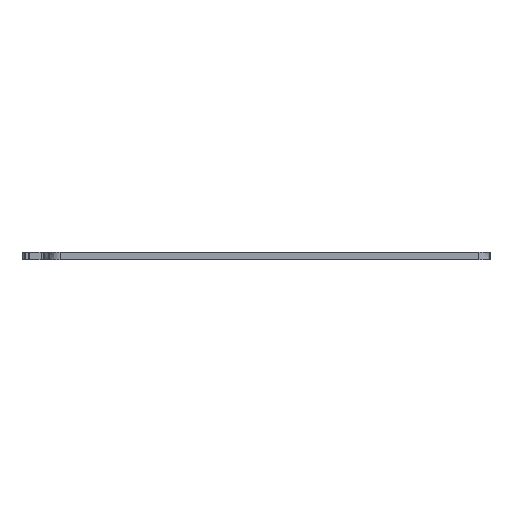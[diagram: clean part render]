
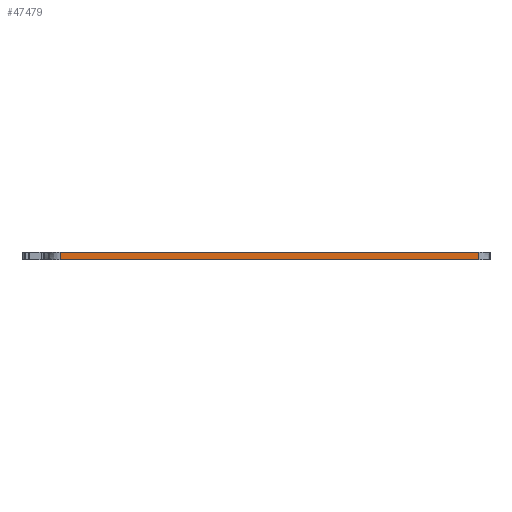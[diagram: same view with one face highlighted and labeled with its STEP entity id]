
A CAD part, left-side view. The second image highlights one B-rep face of the part: STEP entity #47479.
In plain terms, the highlighted planar face has unit normal (-1, 0, 0).
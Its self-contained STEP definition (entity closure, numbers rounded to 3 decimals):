
#86 = PLANE('',#87);
#87 = AXIS2_PLACEMENT_3D('',#88,#89,#90);
#88 = CARTESIAN_POINT('',(168.384,-75.451,1.6));
#89 = DIRECTION('',(0.,0.,1.));
#90 = DIRECTION('',(1.,0.,-0.));
#143 = PLANE('',#144);
#144 = AXIS2_PLACEMENT_3D('',#145,#146,#147);
#145 = CARTESIAN_POINT('',(168.384,-75.451,0.));
#146 = DIRECTION('',(0.,0.,1.));
#147 = DIRECTION('',(1.,0.,-0.));
#467 = VERTEX_POINT('',#468);
#468 = CARTESIAN_POINT('',(18.271,-32.42,0.));
#484 = SURFACE_OF_LINEAR_EXTRUSION('',#485,#490);
#485 = B_SPLINE_CURVE_WITH_KNOTS('',3,(#486,#487,#488,#489),
  .UNSPECIFIED.,.F.,.F.,(4,4),(0.,1.),.PIECEWISE_BEZIER_KNOTS.);
#486 = CARTESIAN_POINT('',(20.652,-30.039,0.));
#487 = CARTESIAN_POINT('',(19.337,-30.04,0.));
#488 = CARTESIAN_POINT('',(18.271,-31.106,0.));
#489 = CARTESIAN_POINT('',(18.271,-32.42,0.));
#490 = VECTOR('',#491,1.);
#491 = DIRECTION('',(-0.,-0.,-1.));
#499 = EDGE_CURVE('',#467,#500,#502,.T.);
#500 = VERTEX_POINT('',#501);
#501 = CARTESIAN_POINT('',(18.271,-119.733,0.));
#502 = SURFACE_CURVE('',#503,(#507,#514),.PCURVE_S1.);
#503 = LINE('',#504,#505);
#504 = CARTESIAN_POINT('',(18.271,-32.42,0.));
#505 = VECTOR('',#506,1.);
#506 = DIRECTION('',(0.,-1.,0.));
#507 = PCURVE('',#143,#508);
#508 = DEFINITIONAL_REPRESENTATION('',(#509),#513);
#509 = LINE('',#510,#511);
#510 = CARTESIAN_POINT('',(-150.113,43.03));
#511 = VECTOR('',#512,1.);
#512 = DIRECTION('',(0.,-1.));
#513 = ( GEOMETRIC_REPRESENTATION_CONTEXT(2) 
PARAMETRIC_REPRESENTATION_CONTEXT() REPRESENTATION_CONTEXT('2D SPACE',''
  ) );
#514 = PCURVE('',#515,#520);
#515 = PLANE('',#516);
#516 = AXIS2_PLACEMENT_3D('',#517,#518,#519);
#517 = CARTESIAN_POINT('',(18.271,-32.42,0.));
#518 = DIRECTION('',(1.,0.,-0.));
#519 = DIRECTION('',(0.,-1.,0.));
#520 = DEFINITIONAL_REPRESENTATION('',(#521),#525);
#521 = LINE('',#522,#523);
#522 = CARTESIAN_POINT('',(0.,0.));
#523 = VECTOR('',#524,1.);
#524 = DIRECTION('',(1.,0.));
#525 = ( GEOMETRIC_REPRESENTATION_CONTEXT(2) 
PARAMETRIC_REPRESENTATION_CONTEXT() REPRESENTATION_CONTEXT('2D SPACE',''
  ) );
#545 = SURFACE_OF_LINEAR_EXTRUSION('',#546,#551);
#546 = B_SPLINE_CURVE_WITH_KNOTS('',3,(#547,#548,#549,#550),
  .UNSPECIFIED.,.F.,.F.,(4,4),(0.,1.),.PIECEWISE_BEZIER_KNOTS.);
#547 = CARTESIAN_POINT('',(18.271,-119.733,0.));
#548 = CARTESIAN_POINT('',(18.271,-121.048,0.));
#549 = CARTESIAN_POINT('',(19.337,-122.114,0.));
#550 = CARTESIAN_POINT('',(20.652,-122.114,0.));
#551 = VECTOR('',#552,1.);
#552 = DIRECTION('',(-0.,-0.,-1.));
#25920 = VERTEX_POINT('',#25921);
#25921 = CARTESIAN_POINT('',(18.271,-32.42,1.6));
#25944 = EDGE_CURVE('',#25920,#25945,#25947,.T.);
#25945 = VERTEX_POINT('',#25946);
#25946 = CARTESIAN_POINT('',(18.271,-119.733,1.6));
#25947 = SURFACE_CURVE('',#25948,(#25952,#25959),.PCURVE_S1.);
#25948 = LINE('',#25949,#25950);
#25949 = CARTESIAN_POINT('',(18.271,-32.42,1.6));
#25950 = VECTOR('',#25951,1.);
#25951 = DIRECTION('',(0.,-1.,0.));
#25952 = PCURVE('',#86,#25953);
#25953 = DEFINITIONAL_REPRESENTATION('',(#25954),#25958);
#25954 = LINE('',#25955,#25956);
#25955 = CARTESIAN_POINT('',(-150.113,43.03));
#25956 = VECTOR('',#25957,1.);
#25957 = DIRECTION('',(0.,-1.));
#25958 = ( GEOMETRIC_REPRESENTATION_CONTEXT(2) 
PARAMETRIC_REPRESENTATION_CONTEXT() REPRESENTATION_CONTEXT('2D SPACE',''
  ) );
#25959 = PCURVE('',#515,#25960);
#25960 = DEFINITIONAL_REPRESENTATION('',(#25961),#25965);
#25961 = LINE('',#25962,#25963);
#25962 = CARTESIAN_POINT('',(0.,-1.6));
#25963 = VECTOR('',#25964,1.);
#25964 = DIRECTION('',(1.,0.));
#25965 = ( GEOMETRIC_REPRESENTATION_CONTEXT(2) 
PARAMETRIC_REPRESENTATION_CONTEXT() REPRESENTATION_CONTEXT('2D SPACE',''
  ) );
#47456 = EDGE_CURVE('',#500,#25945,#47457,.T.);
#47457 = SURFACE_CURVE('',#47458,(#47462,#47469),.PCURVE_S1.);
#47458 = LINE('',#47459,#47460);
#47459 = CARTESIAN_POINT('',(18.271,-119.733,0.));
#47460 = VECTOR('',#47461,1.);
#47461 = DIRECTION('',(0.,0.,1.));
#47462 = PCURVE('',#545,#47463);
#47463 = DEFINITIONAL_REPRESENTATION('',(#47464),#47468);
#47464 = LINE('',#47465,#47466);
#47465 = CARTESIAN_POINT('',(0.,0.));
#47466 = VECTOR('',#47467,1.);
#47467 = DIRECTION('',(0.,-1.));
#47468 = ( GEOMETRIC_REPRESENTATION_CONTEXT(2) 
PARAMETRIC_REPRESENTATION_CONTEXT() REPRESENTATION_CONTEXT('2D SPACE',''
  ) );
#47469 = PCURVE('',#515,#47470);
#47470 = DEFINITIONAL_REPRESENTATION('',(#47471),#47475);
#47471 = LINE('',#47472,#47473);
#47472 = CARTESIAN_POINT('',(87.313,0.));
#47473 = VECTOR('',#47474,1.);
#47474 = DIRECTION('',(0.,-1.));
#47475 = ( GEOMETRIC_REPRESENTATION_CONTEXT(2) 
PARAMETRIC_REPRESENTATION_CONTEXT() REPRESENTATION_CONTEXT('2D SPACE',''
  ) );
#47479 = ADVANCED_FACE('',(#47480),#515,.F.);
#47480 = FACE_BOUND('',#47481,.F.);
#47481 = EDGE_LOOP('',(#47482,#47503,#47504,#47505));
#47482 = ORIENTED_EDGE('',*,*,#47483,.T.);
#47483 = EDGE_CURVE('',#467,#25920,#47484,.T.);
#47484 = SURFACE_CURVE('',#47485,(#47489,#47496),.PCURVE_S1.);
#47485 = LINE('',#47486,#47487);
#47486 = CARTESIAN_POINT('',(18.271,-32.42,0.));
#47487 = VECTOR('',#47488,1.);
#47488 = DIRECTION('',(0.,0.,1.));
#47489 = PCURVE('',#515,#47490);
#47490 = DEFINITIONAL_REPRESENTATION('',(#47491),#47495);
#47491 = LINE('',#47492,#47493);
#47492 = CARTESIAN_POINT('',(0.,0.));
#47493 = VECTOR('',#47494,1.);
#47494 = DIRECTION('',(0.,-1.));
#47495 = ( GEOMETRIC_REPRESENTATION_CONTEXT(2) 
PARAMETRIC_REPRESENTATION_CONTEXT() REPRESENTATION_CONTEXT('2D SPACE',''
  ) );
#47496 = PCURVE('',#484,#47497);
#47497 = DEFINITIONAL_REPRESENTATION('',(#47498),#47502);
#47498 = LINE('',#47499,#47500);
#47499 = CARTESIAN_POINT('',(1.,0.));
#47500 = VECTOR('',#47501,1.);
#47501 = DIRECTION('',(0.,-1.));
#47502 = ( GEOMETRIC_REPRESENTATION_CONTEXT(2) 
PARAMETRIC_REPRESENTATION_CONTEXT() REPRESENTATION_CONTEXT('2D SPACE',''
  ) );
#47503 = ORIENTED_EDGE('',*,*,#25944,.T.);
#47504 = ORIENTED_EDGE('',*,*,#47456,.F.);
#47505 = ORIENTED_EDGE('',*,*,#499,.F.);
